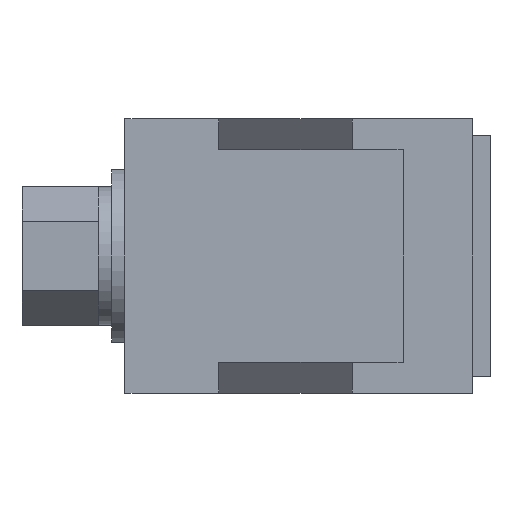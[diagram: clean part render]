
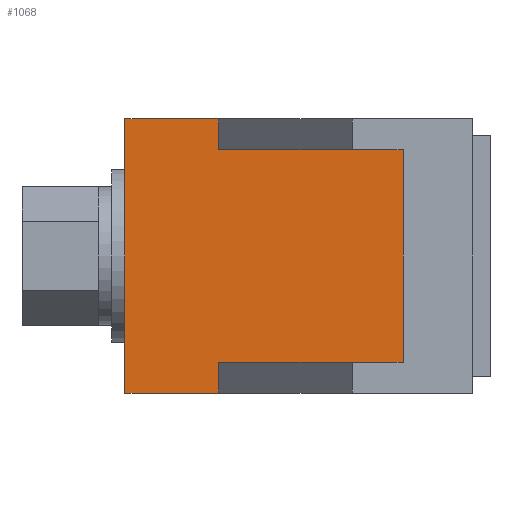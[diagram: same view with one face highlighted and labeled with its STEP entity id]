
A CAD part, left-side view. The second image highlights one B-rep face of the part: STEP entity #1068.
In plain terms, the highlighted planar face has unit normal (-1, 0, 0).
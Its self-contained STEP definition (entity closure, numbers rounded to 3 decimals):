
#5 = EDGE_CURVE ( 'NONE', #260, #805, #381, .T. ) ;
#13 = CARTESIAN_POINT ( 'NONE',  ( -34.3, 5.2, -7.95 ) ) ;
#22 = DIRECTION ( 'NONE',  ( 0., 1., 0. ) ) ;
#70 = LINE ( 'NONE', #13, #274 ) ;
#92 = CARTESIAN_POINT ( 'NONE',  ( -34.3, 26., -10.25 ) ) ;
#110 = LINE ( 'NONE', #1598, #186 ) ;
#162 = DIRECTION ( 'NONE',  ( 0., -1., 0. ) ) ;
#178 = LINE ( 'NONE', #1931, #1102 ) ;
#186 = VECTOR ( 'NONE', #1583, 1000. ) ;
#225 = DIRECTION ( 'NONE',  ( 0., 0., -1. ) ) ;
#239 = CARTESIAN_POINT ( 'NONE',  ( -34.3, 5.2, -7.95 ) ) ;
#260 = VERTEX_POINT ( 'NONE', #458 ) ;
#274 = VECTOR ( 'NONE', #22, 1000. ) ;
#342 = VERTEX_POINT ( 'NONE', #912 ) ;
#375 = VECTOR ( 'NONE', #937, 1000. ) ;
#376 = EDGE_CURVE ( 'NONE', #342, #1948, #1662, .T. ) ;
#380 = CARTESIAN_POINT ( 'NONE',  ( -34.3, 5.2, -7.95 ) ) ;
#381 = LINE ( 'NONE', #1024, #549 ) ;
#394 = DIRECTION ( 'NONE',  ( 1., 0., 0. ) ) ;
#395 = ORIENTED_EDGE ( 'NONE', *, *, #737, .T. ) ;
#401 = DIRECTION ( 'NONE',  ( 0., 0., -1. ) ) ;
#414 = PLANE ( 'NONE',  #1076 ) ;
#458 = CARTESIAN_POINT ( 'NONE',  ( -34.3, 26., 10.25 ) ) ;
#506 = CARTESIAN_POINT ( 'NONE',  ( -34.3, 26., -10.25 ) ) ;
#508 = ORIENTED_EDGE ( 'NONE', *, *, #376, .T. ) ;
#549 = VECTOR ( 'NONE', #1539, 1000. ) ;
#624 = ORIENTED_EDGE ( 'NONE', *, *, #1208, .F. ) ;
#685 = ORIENTED_EDGE ( 'NONE', *, *, #1407, .F. ) ;
#695 = VERTEX_POINT ( 'NONE', #506 ) ;
#700 = LINE ( 'NONE', #92, #971 ) ;
#724 = CARTESIAN_POINT ( 'NONE',  ( -34.3, 19., 10.25 ) ) ;
#737 = EDGE_CURVE ( 'NONE', #695, #1755, #700, .T. ) ;
#805 = VERTEX_POINT ( 'NONE', #724 ) ;
#808 = LINE ( 'NONE', #380, #1132 ) ;
#838 = ORIENTED_EDGE ( 'NONE', *, *, #5, .F. ) ;
#912 = CARTESIAN_POINT ( 'NONE',  ( -34.3, 5.2, 7.95 ) ) ;
#937 = DIRECTION ( 'NONE',  ( 0., 1., 0. ) ) ;
#965 = CARTESIAN_POINT ( 'NONE',  ( -34.3, 5.2, 7.95 ) ) ;
#968 = EDGE_LOOP ( 'NONE', ( #508, #1421, #838, #685, #395, #1684, #1228, #624 ) ) ;
#971 = VECTOR ( 'NONE', #162, 1000. ) ;
#978 = EDGE_CURVE ( 'NONE', #2113, #1295, #70, .T. ) ;
#1024 = CARTESIAN_POINT ( 'NONE',  ( -34.3, 26., 10.25 ) ) ;
#1066 = VECTOR ( 'NONE', #1976, 1000. ) ;
#1068 = ADVANCED_FACE ( 'NONE', ( #2096 ), #414, .F. ) ;
#1076 = AXIS2_PLACEMENT_3D ( 'NONE', #239, #394, #401 ) ;
#1102 = VECTOR ( 'NONE', #1260, 1000. ) ;
#1132 = VECTOR ( 'NONE', #225, 1000. ) ;
#1208 = EDGE_CURVE ( 'NONE', #342, #2113, #808, .T. ) ;
#1228 = ORIENTED_EDGE ( 'NONE', *, *, #978, .F. ) ;
#1260 = DIRECTION ( 'NONE',  ( 0., 0., 1. ) ) ;
#1295 = VERTEX_POINT ( 'NONE', #1651 ) ;
#1312 = LINE ( 'NONE', #1983, #1066 ) ;
#1372 = EDGE_CURVE ( 'NONE', #1295, #1755, #110, .T. ) ;
#1407 = EDGE_CURVE ( 'NONE', #695, #260, #178, .T. ) ;
#1421 = ORIENTED_EDGE ( 'NONE', *, *, #1801, .F. ) ;
#1539 = DIRECTION ( 'NONE',  ( 0., -1., 0. ) ) ;
#1583 = DIRECTION ( 'NONE',  ( 0., 0., -1. ) ) ;
#1598 = CARTESIAN_POINT ( 'NONE',  ( -34.3, 19., 10.25 ) ) ;
#1639 = CARTESIAN_POINT ( 'NONE',  ( -34.3, 5.2, -7.95 ) ) ;
#1651 = CARTESIAN_POINT ( 'NONE',  ( -34.3, 19., -7.95 ) ) ;
#1662 = LINE ( 'NONE', #965, #375 ) ;
#1684 = ORIENTED_EDGE ( 'NONE', *, *, #1372, .F. ) ;
#1744 = CARTESIAN_POINT ( 'NONE',  ( -34.3, 19., 7.95 ) ) ;
#1755 = VERTEX_POINT ( 'NONE', #2072 ) ;
#1801 = EDGE_CURVE ( 'NONE', #805, #1948, #1312, .T. ) ;
#1931 = CARTESIAN_POINT ( 'NONE',  ( -34.3, 26., -10.25 ) ) ;
#1948 = VERTEX_POINT ( 'NONE', #1744 ) ;
#1976 = DIRECTION ( 'NONE',  ( 0., 0., -1. ) ) ;
#1983 = CARTESIAN_POINT ( 'NONE',  ( -34.3, 19., 10.25 ) ) ;
#2072 = CARTESIAN_POINT ( 'NONE',  ( -34.3, 19., -10.25 ) ) ;
#2096 = FACE_OUTER_BOUND ( 'NONE', #968, .T. ) ;
#2113 = VERTEX_POINT ( 'NONE', #1639 ) ;
